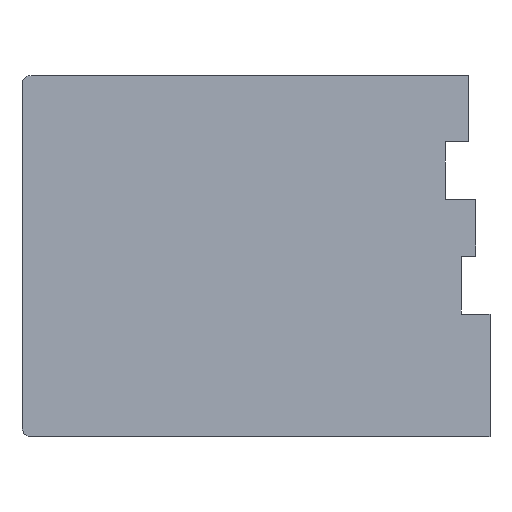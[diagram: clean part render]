
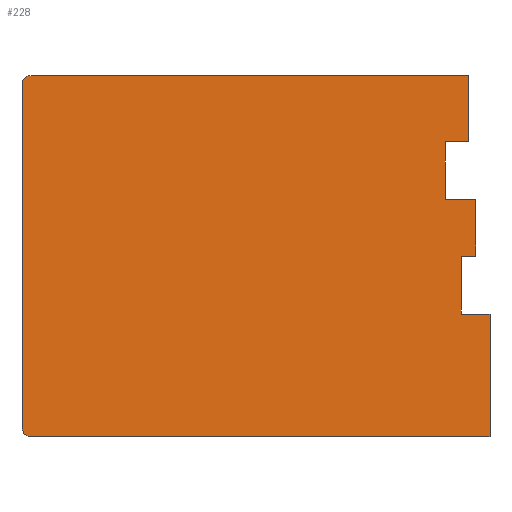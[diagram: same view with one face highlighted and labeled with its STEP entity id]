
A CAD part, front view. The second image highlights one B-rep face of the part: STEP entity #228.
In plain terms, the highlighted planar face has unit normal (0, -0.999, 0.052).
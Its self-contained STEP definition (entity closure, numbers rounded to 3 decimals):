
#12 = DIRECTION ( 'NONE',  ( 1., 0., 0. ) ) ;
#14 = ORIENTED_EDGE ( 'NONE', *, *, #153, .F. ) ;
#15 = CARTESIAN_POINT ( 'NONE',  ( 145.83, -1., 3. ) ) ;
#22 = VERTEX_POINT ( 'NONE', #455 ) ;
#25 = VERTEX_POINT ( 'NONE', #79 ) ;
#26 = CARTESIAN_POINT ( 'NONE',  ( 138., -3.164, -38.29 ) ) ;
#28 = VECTOR ( 'NONE', #1156, 1000. ) ;
#36 = DIRECTION ( 'NONE',  ( 0., -0.052, -0.999 ) ) ;
#40 =( BOUNDED_CURVE ( )  B_SPLINE_CURVE ( 3, ( #503, #391, #383, #747 ),
 .UNSPECIFIED., .F., .F. ) 
 B_SPLINE_CURVE_WITH_KNOTS ( ( 4, 4 ),
 ( 0., 1.571 ),
 .UNSPECIFIED. ) 
 CURVE ( )  GEOMETRIC_REPRESENTATION_ITEM ( )  RATIONAL_B_SPLINE_CURVE ( ( 1., 0.805, 0.805, 1. ) ) 
 REPRESENTATION_ITEM ( '' )  );
#52 = CARTESIAN_POINT ( 'NONE',  ( -3., -7.147, -114.29 ) ) ;
#66 = CARTESIAN_POINT ( 'NONE',  ( 152.94, -5.166, -76.49 ) ) ;
#73 = ORIENTED_EDGE ( 'NONE', *, *, #1118, .F. ) ;
#77 = LINE ( 'NONE', #371, #952 ) ;
#79 = CARTESIAN_POINT ( 'NONE',  ( 138., -2.158, -19.09 ) ) ;
#99 = ORIENTED_EDGE ( 'NONE', *, *, #1010, .T. ) ;
#121 = CARTESIAN_POINT ( 'NONE',  ( -123.512, -7.304, -117.29 ) ) ;
#127 = VECTOR ( 'NONE', #150, 1000. ) ;
#131 = CARTESIAN_POINT ( 'NONE',  ( -123.512, -4.154, -57.19 ) ) ;
#150 = DIRECTION ( 'NONE',  ( 1., 0., 0. ) ) ;
#153 = EDGE_CURVE ( 'NONE', #318, #887, #736, .T. ) ;
#176 = EDGE_CURVE ( 'NONE', #339, #665, #845, .T. ) ;
#197 = EDGE_CURVE ( 'NONE', #1087, #1056, #456, .T. ) ;
#202 = DIRECTION ( 'NONE',  ( 0., -0.052, -0.999 ) ) ;
#218 = CARTESIAN_POINT ( 'NONE',  ( 143.44, -5.166, -76.49 ) ) ;
#220 = ORIENTED_EDGE ( 'NONE', *, *, #739, .F. ) ;
#221 = PLANE ( 'NONE',  #575 ) ;
#227 = VERTEX_POINT ( 'NONE', #231 ) ;
#228 = ADVANCED_FACE ( 'NONE', ( #1033 ), #221, .T. ) ;
#231 = CARTESIAN_POINT ( 'NONE',  ( 0., -7.304, -117.29 ) ) ;
#235 = VECTOR ( 'NONE', #36, 1000. ) ;
#239 = DIRECTION ( 'NONE',  ( 0., -0.052, -0.999 ) ) ;
#243 = EDGE_CURVE ( 'NONE', #757, #1087, #488, .T. ) ;
#257 = EDGE_CURVE ( 'NONE', #339, #25, #506, .T. ) ;
#265 = VERTEX_POINT ( 'NONE', #868 ) ;
#308 = CARTESIAN_POINT ( 'NONE',  ( 148.2, -4.154, -57.19 ) ) ;
#318 = VERTEX_POINT ( 'NONE', #15 ) ;
#338 = LINE ( 'NONE', #695, #28 ) ;
#339 = VERTEX_POINT ( 'NONE', #26 ) ;
#371 = CARTESIAN_POINT ( 'NONE',  ( -123.512, -5.166, -76.49 ) ) ;
#374 = ORIENTED_EDGE ( 'NONE', *, *, #1079, .T. ) ;
#383 = CARTESIAN_POINT ( 'NONE',  ( -3., -1.065, 1.757 ) ) ;
#385 = DIRECTION ( 'NONE',  ( 1., 0., 0. ) ) ;
#391 = CARTESIAN_POINT ( 'NONE',  ( -1.757, -1., 3. ) ) ;
#404 = VECTOR ( 'NONE', #12, 1000. ) ;
#405 = DIRECTION ( 'NONE',  ( 0., 0.052, 0.999 ) ) ;
#407 = VERTEX_POINT ( 'NONE', #66 ) ;
#409 = DIRECTION ( 'NONE',  ( 0., -0.052, -0.999 ) ) ;
#411 = DIRECTION ( 'NONE',  ( 0., -0.999, 0.052 ) ) ;
#413 = EDGE_CURVE ( 'NONE', #887, #25, #338, .T. ) ;
#438 = EDGE_CURVE ( 'NONE', #1015, #318, #886, .T. ) ;
#455 = CARTESIAN_POINT ( 'NONE',  ( 152.94, -7.304, -117.29 ) ) ;
#456 = LINE ( 'NONE', #818, #534 ) ;
#485 = CARTESIAN_POINT ( 'NONE',  ( 0., -1., 3. ) ) ;
#488 = LINE ( 'NONE', #131, #968 ) ;
#503 = CARTESIAN_POINT ( 'NONE',  ( 0., -1., 3. ) ) ;
#504 = LINE ( 'NONE', #853, #235 ) ;
#506 = LINE ( 'NONE', #942, #723 ) ;
#512 = EDGE_CURVE ( 'NONE', #1056, #407, #77, .T. ) ;
#525 = ORIENTED_EDGE ( 'NONE', *, *, #257, .T. ) ;
#534 = VECTOR ( 'NONE', #1174, 1000. ) ;
#559 = CARTESIAN_POINT ( 'NONE',  ( -123.512, -3.164, -38.29 ) ) ;
#575 = AXIS2_PLACEMENT_3D ( 'NONE', #1120, #411, #239 ) ;
#591 = CARTESIAN_POINT ( 'NONE',  ( 143.44, -4.154, -57.19 ) ) ;
#597 = ORIENTED_EDGE ( 'NONE', *, *, #176, .F. ) ;
#606 = ORIENTED_EDGE ( 'NONE', *, *, #197, .F. ) ;
#607 = CARTESIAN_POINT ( 'NONE',  ( -1.757, -7.304, -117.29 ) ) ;
#609 = ORIENTED_EDGE ( 'NONE', *, *, #413, .F. ) ;
#613 = CARTESIAN_POINT ( 'NONE',  ( 0., -7.304, -117.29 ) ) ;
#634 =( BOUNDED_CURVE ( )  B_SPLINE_CURVE ( 3, ( #52, #686, #607, #613 ),
 .UNSPECIFIED., .F., .F. ) 
 B_SPLINE_CURVE_WITH_KNOTS ( ( 4, 4 ),
 ( 4.712, 6.283 ),
 .UNSPECIFIED. ) 
 CURVE ( )  GEOMETRIC_REPRESENTATION_ITEM ( )  RATIONAL_B_SPLINE_CURVE ( ( 1., 0.805, 0.805, 1. ) ) 
 REPRESENTATION_ITEM ( '' )  );
#665 = VERTEX_POINT ( 'NONE', #688 ) ;
#679 = DIRECTION ( 'NONE',  ( -1., 0., 0. ) ) ;
#686 = CARTESIAN_POINT ( 'NONE',  ( -3., -7.239, -116.047 ) ) ;
#688 = CARTESIAN_POINT ( 'NONE',  ( 148.2, -3.164, -38.29 ) ) ;
#690 = VECTOR ( 'NONE', #1094, 1000. ) ;
#695 = CARTESIAN_POINT ( 'NONE',  ( 145.83, -2.158, -19.09 ) ) ;
#723 = VECTOR ( 'NONE', #405, 1000. ) ;
#736 = LINE ( 'NONE', #832, #690 ) ;
#739 = EDGE_CURVE ( 'NONE', #665, #757, #504, .T. ) ;
#747 = CARTESIAN_POINT ( 'NONE',  ( -3., -1.157, 0. ) ) ;
#757 = VERTEX_POINT ( 'NONE', #308 ) ;
#793 = CARTESIAN_POINT ( 'NONE',  ( 0., -1., 3. ) ) ;
#816 = ORIENTED_EDGE ( 'NONE', *, *, #1170, .T. ) ;
#818 = CARTESIAN_POINT ( 'NONE',  ( 143.44, -7.304, -117.29 ) ) ;
#832 = CARTESIAN_POINT ( 'NONE',  ( 145.83, -1.154, 0.06 ) ) ;
#845 = LINE ( 'NONE', #559, #893 ) ;
#851 = LINE ( 'NONE', #121, #404 ) ;
#853 = CARTESIAN_POINT ( 'NONE',  ( 148.2, -7.304, -117.29 ) ) ;
#858 = CARTESIAN_POINT ( 'NONE',  ( -3., -7.304, -117.29 ) ) ;
#866 = LINE ( 'NONE', #858, #1101 ) ;
#868 = CARTESIAN_POINT ( 'NONE',  ( -3., -1.157, 0. ) ) ;
#869 = ORIENTED_EDGE ( 'NONE', *, *, #243, .F. ) ;
#886 = LINE ( 'NONE', #793, #127 ) ;
#887 = VERTEX_POINT ( 'NONE', #1011 ) ;
#893 = VECTOR ( 'NONE', #917, 1000. ) ;
#917 = DIRECTION ( 'NONE',  ( 1., 0., 0. ) ) ;
#942 = CARTESIAN_POINT ( 'NONE',  ( 138., -7.304, -117.29 ) ) ;
#952 = VECTOR ( 'NONE', #385, 1000. ) ;
#966 = VECTOR ( 'NONE', #202, 1000. ) ;
#968 = VECTOR ( 'NONE', #679, 1000. ) ;
#1003 = ORIENTED_EDGE ( 'NONE', *, *, #512, .F. ) ;
#1010 = EDGE_CURVE ( 'NONE', #227, #22, #851, .T. ) ;
#1011 = CARTESIAN_POINT ( 'NONE',  ( 145.83, -2.158, -19.09 ) ) ;
#1015 = VERTEX_POINT ( 'NONE', #485 ) ;
#1016 = CARTESIAN_POINT ( 'NONE',  ( 152.94, -7.304, -117.29 ) ) ;
#1029 = CARTESIAN_POINT ( 'NONE',  ( -3., -7.147, -114.29 ) ) ;
#1033 = FACE_OUTER_BOUND ( 'NONE', #1163, .T. ) ;
#1036 = LINE ( 'NONE', #1016, #966 ) ;
#1055 = VERTEX_POINT ( 'NONE', #1029 ) ;
#1056 = VERTEX_POINT ( 'NONE', #218 ) ;
#1079 = EDGE_CURVE ( 'NONE', #265, #1055, #866, .T. ) ;
#1087 = VERTEX_POINT ( 'NONE', #591 ) ;
#1094 = DIRECTION ( 'NONE',  ( 0., -0.052, -0.999 ) ) ;
#1095 = EDGE_CURVE ( 'NONE', #1015, #265, #40, .T. ) ;
#1101 = VECTOR ( 'NONE', #409, 1000. ) ;
#1118 = EDGE_CURVE ( 'NONE', #407, #22, #1036, .T. ) ;
#1120 = CARTESIAN_POINT ( 'NONE',  ( -123.512, -7.304, -117.29 ) ) ;
#1142 = ORIENTED_EDGE ( 'NONE', *, *, #438, .F. ) ;
#1148 = ORIENTED_EDGE ( 'NONE', *, *, #1095, .T. ) ;
#1156 = DIRECTION ( 'NONE',  ( -1., 0., 0. ) ) ;
#1163 = EDGE_LOOP ( 'NONE', ( #1142, #1148, #374, #816, #99, #73, #1003, #606, #869, #220, #597, #525, #609, #14 ) ) ;
#1170 = EDGE_CURVE ( 'NONE', #1055, #227, #634, .T. ) ;
#1174 = DIRECTION ( 'NONE',  ( 0., -0.052, -0.999 ) ) ;
